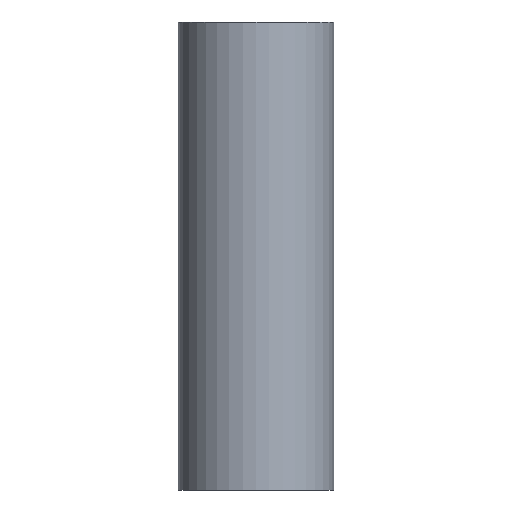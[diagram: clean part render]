
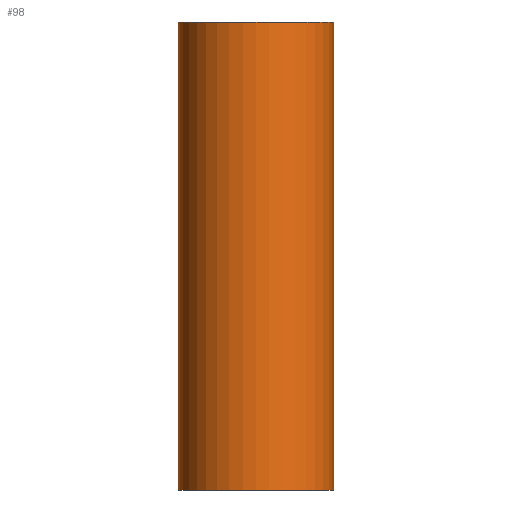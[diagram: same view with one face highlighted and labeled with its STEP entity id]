
A CAD part, front view. The second image highlights one B-rep face of the part: STEP entity #98.
In plain terms, the highlighted cylindrical face has radius 19.9 mm (diameter 39.8 mm), a partial arc.
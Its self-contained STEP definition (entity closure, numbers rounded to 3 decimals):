
#14 = EDGE_CURVE ( 'NONE', #44, #27, #145, .T. ) ;
#27 = VERTEX_POINT ( 'NONE', #170 ) ;
#37 = VERTEX_POINT ( 'NONE', #156 ) ;
#42 = EDGE_CURVE ( 'NONE', #57, #37, #154, .T. ) ;
#44 = VERTEX_POINT ( 'NONE', #254 ) ;
#57 = VERTEX_POINT ( 'NONE', #208 ) ;
#77 = EDGE_CURVE ( 'NONE', #57, #44, #244, .T. ) ;
#90 = ORIENTED_EDGE ( 'NONE', *, *, #42, .F. ) ;
#91 = ORIENTED_EDGE ( 'NONE', *, *, #77, .T. ) ;
#98 = ADVANCED_FACE ( 'NONE', ( #305 ), #303, .T. ) ;
#106 = EDGE_LOOP ( 'NONE', ( #90, #91, #109, #110 ) ) ;
#109 = ORIENTED_EDGE ( 'NONE', *, *, #14, .T. ) ;
#110 = ORIENTED_EDGE ( 'NONE', *, *, #111, .F. ) ;
#111 = EDGE_CURVE ( 'NONE', #37, #27, #401, .T. ) ;
#119 = DIRECTION ( 'NONE',  ( 0., 0., 1. ) ) ;
#120 = VECTOR ( 'NONE', #119, 1000. ) ;
#142 = DIRECTION ( 'NONE',  ( 0., 0., 1. ) ) ;
#143 = VECTOR ( 'NONE', #142, 1000. ) ;
#144 = CARTESIAN_POINT ( 'NONE',  ( 19.9, 0., 0. ) ) ;
#145 = LINE ( 'NONE', #144, #143 ) ;
#153 = CARTESIAN_POINT ( 'NONE',  ( -19.9, 0., 0. ) ) ;
#154 = LINE ( 'NONE', #153, #120 ) ;
#156 = CARTESIAN_POINT ( 'NONE',  ( -19.9, 0., 0. ) ) ;
#170 = CARTESIAN_POINT ( 'NONE',  ( 19.9, 0., 0. ) ) ;
#208 = CARTESIAN_POINT ( 'NONE',  ( -19.9, 0., -120. ) ) ;
#240 = DIRECTION ( 'NONE',  ( 1., 0., 0. ) ) ;
#241 = DIRECTION ( 'NONE',  ( 0., 0., 1. ) ) ;
#242 = CARTESIAN_POINT ( 'NONE',  ( 0., 0., -120. ) ) ;
#243 = AXIS2_PLACEMENT_3D ( 'NONE', #242, #241, #240 ) ;
#244 = CIRCLE ( 'NONE', #243, 19.9 ) ;
#254 = CARTESIAN_POINT ( 'NONE',  ( 19.9, 0., -120. ) ) ;
#299 = DIRECTION ( 'NONE',  ( 1., 0., 0. ) ) ;
#300 = DIRECTION ( 'NONE',  ( 0., 0., 1. ) ) ;
#301 = CARTESIAN_POINT ( 'NONE',  ( 0., 0., 0. ) ) ;
#303 = CYLINDRICAL_SURFACE ( 'NONE', #304, 19.9 ) ;
#304 = AXIS2_PLACEMENT_3D ( 'NONE', #301, #300, #299 ) ;
#305 = FACE_OUTER_BOUND ( 'NONE', #106, .T. ) ;
#397 = DIRECTION ( 'NONE',  ( 1., 0., 0. ) ) ;
#398 = AXIS2_PLACEMENT_3D ( 'NONE', #400, #399, #397 ) ;
#399 = DIRECTION ( 'NONE',  ( 0., 0., 1. ) ) ;
#400 = CARTESIAN_POINT ( 'NONE',  ( 0., 0., 0. ) ) ;
#401 = CIRCLE ( 'NONE', #398, 19.9 ) ;
